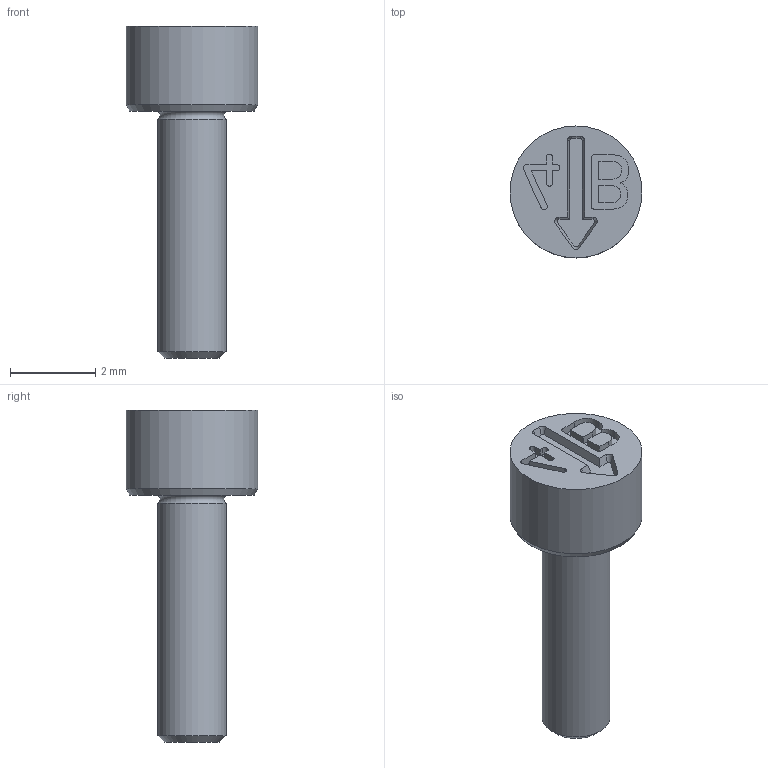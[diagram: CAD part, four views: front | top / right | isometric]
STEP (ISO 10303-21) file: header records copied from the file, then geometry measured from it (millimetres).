
FILE_DESCRIPTION(/* description */ (''),/* implementation_level */ '2;1');
FILE_NAME(/* name */ 'Dati-1000_O$6$Z.stp',/* time_stamp */ '2025-07-31T18:12:40+02:00',/* author */ ('olafg'),/* organization */ (''),/* preprocessor_version */ 'ST-DEVELOPER v20',/* originating_system */ 'Autodesk Inventor 2024',/* authorisation */ '');
FILE_SCHEMA (('AUTOMOTIVE_DESIGN { 1 0 10303 214 3 1 1 }'));
Length unit declared in the file: millimetre
Products named in the file (1): 2005-06-00 Stelleinsatz
Bounding box: 3.1 x 3.1 x 7.8 mm (x, y, z)
Volume: 26.2 mm3; surface area: 67.6 mm2
Topology: 1 solids, 3 shells, 89 faces, 233 edges, 156 vertices
Faces by surface type: plane 40, bspline 33, cone 11, cylinder 4, torus 1
Full cylindrical faces by diameter (mm): 1.6 x1, 3.1 x1
Entity records: 3066 total; most frequent: CARTESIAN_POINT 1059, ORIENTED_EDGE 466, DIRECTION 290, EDGE_CURVE 233, VERTEX_POINT 156, LINE 126, VECTOR 126, EDGE_LOOP 95
